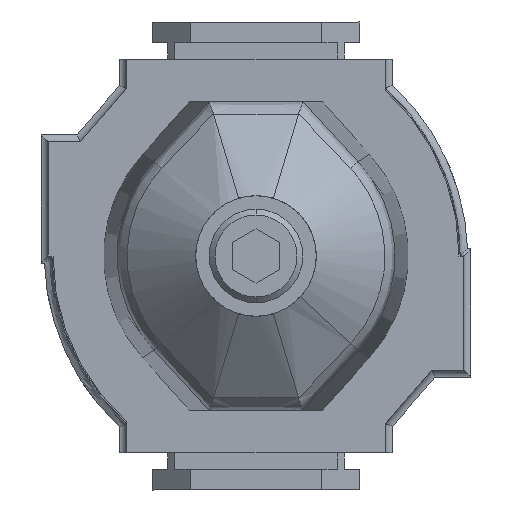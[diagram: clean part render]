
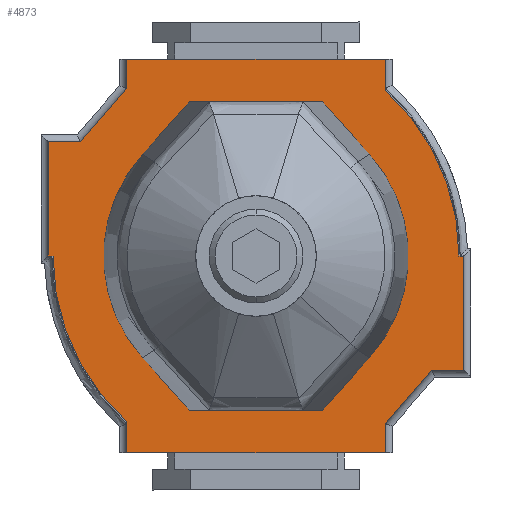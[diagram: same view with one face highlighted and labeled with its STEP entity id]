
A CAD part, front view. The second image highlights one B-rep face of the part: STEP entity #4873.
In plain terms, the highlighted planar face has unit normal (0, -1, 0).
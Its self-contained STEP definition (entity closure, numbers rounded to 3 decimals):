
#32 = VERTEX_POINT ( 'NONE', #272 ) ;
#54 = LINE ( 'NONE', #8644, #6969 ) ;
#77 = VECTOR ( 'NONE', #3912, 1000. ) ;
#86 = ORIENTED_EDGE ( 'NONE', *, *, #6360, .F. ) ;
#116 = ORIENTED_EDGE ( 'NONE', *, *, #6010, .F. ) ;
#136 = DIRECTION ( 'NONE',  ( -1., 0., 0. ) ) ;
#222 = LINE ( 'NONE', #1792, #8183 ) ;
#272 = CARTESIAN_POINT ( 'NONE',  ( -28.353, -51.1, 22.1 ) ) ;
#284 = EDGE_LOOP ( 'NONE', ( #4491, #7399, #7417, #8661, #8613, #6755, #3540, #3792, #116, #7733, #7063, #86, #1462, #8417, #6938, #5818 ) ) ;
#338 = CIRCLE ( 'NONE', #1731, 38.2 ) ;
#345 = DIRECTION ( 'NONE',  ( 0., -1., 0. ) ) ;
#368 = VERTEX_POINT ( 'NONE', #6260 ) ;
#429 = EDGE_CURVE ( 'NONE', #8172, #32, #2628, .T. ) ;
#453 = CARTESIAN_POINT ( 'NONE',  ( 33.65, -51.1, -22.1 ) ) ;
#606 = DIRECTION ( 'NONE',  ( 0., -1., 0. ) ) ;
#643 = VERTEX_POINT ( 'NONE', #5822 ) ;
#651 = FACE_OUTER_BOUND ( 'NONE', #284, .T. ) ;
#835 = CARTESIAN_POINT ( 'NONE',  ( 0., -51.1, 34.7 ) ) ;
#1036 = CARTESIAN_POINT ( 'NONE',  ( 0., -51.1, -35.5 ) ) ;
#1049 = CARTESIAN_POINT ( 'NONE',  ( 0., -51.1, 35.5 ) ) ;
#1102 = VERTEX_POINT ( 'NONE', #835 ) ;
#1306 = DIRECTION ( 'NONE',  ( 0., 0., -1. ) ) ;
#1354 = EDGE_CURVE ( 'NONE', #7795, #643, #338, .T. ) ;
#1462 = ORIENTED_EDGE ( 'NONE', *, *, #7514, .T. ) ;
#1542 = DIRECTION ( 'NONE',  ( -0.757, 0., 0.654 ) ) ;
#1594 = DIRECTION ( 'NONE',  ( 0., 0., 1. ) ) ;
#1657 = VERTEX_POINT ( 'NONE', #1036 ) ;
#1693 = DIRECTION ( 'NONE',  ( 0., 0., 1. ) ) ;
#1731 = AXIS2_PLACEMENT_3D ( 'NONE', #6916, #345, #1693 ) ;
#1792 = CARTESIAN_POINT ( 'NONE',  ( 28.353, -51.1, -22.1 ) ) ;
#1810 = CARTESIAN_POINT ( 'NONE',  ( -33.65, -51.1, -22.1 ) ) ;
#1824 = EDGE_CURVE ( 'NONE', #5491, #1884, #2479, .T. ) ;
#1884 = VERTEX_POINT ( 'NONE', #3484 ) ;
#1892 = VECTOR ( 'NONE', #1594, 1000. ) ;
#1959 = EDGE_CURVE ( 'NONE', #368, #5491, #6449, .T. ) ;
#1981 = EDGE_CURVE ( 'NONE', #3555, #643, #222, .T. ) ;
#2161 = VECTOR ( 'NONE', #7939, 1000. ) ;
#2214 = CARTESIAN_POINT ( 'NONE',  ( -28.353, -51.1, 22.1 ) ) ;
#2250 = EDGE_CURVE ( 'NONE', #5652, #368, #8041, .T. ) ;
#2300 = VECTOR ( 'NONE', #1542, 1000. ) ;
#2315 = DIRECTION ( 'NONE',  ( 0., 0., 1. ) ) ;
#2388 = CARTESIAN_POINT ( 'NONE',  ( 19.5, -51.1, 30. ) ) ;
#2436 = LINE ( 'NONE', #5117, #6698 ) ;
#2454 = VECTOR ( 'NONE', #4891, 1000. ) ;
#2479 = LINE ( 'NONE', #1810, #7201 ) ;
#2628 = LINE ( 'NONE', #2214, #4664 ) ;
#2659 = CARTESIAN_POINT ( 'NONE',  ( -19.5, -51.1, -30. ) ) ;
#2742 = VECTOR ( 'NONE', #6207, 1000. ) ;
#2828 = EDGE_CURVE ( 'NONE', #1657, #5652, #7070, .T. ) ;
#2834 = VERTEX_POINT ( 'NONE', #5035 ) ;
#2868 = VERTEX_POINT ( 'NONE', #4533 ) ;
#2988 = LINE ( 'NONE', #4175, #2454 ) ;
#3024 = DIRECTION ( 'NONE',  ( -1., 0., 0. ) ) ;
#3110 = DIRECTION ( 'NONE',  ( 0., 0., 1. ) ) ;
#3266 = EDGE_CURVE ( 'NONE', #7192, #3555, #7894, .T. ) ;
#3331 = EDGE_CURVE ( 'NONE', #7607, #2868, #7152, .T. ) ;
#3400 = PLANE ( 'NONE',  #6806 ) ;
#3484 = CARTESIAN_POINT ( 'NONE',  ( -33.65, -51.1, -22.1 ) ) ;
#3540 = ORIENTED_EDGE ( 'NONE', *, *, #3266, .F. ) ;
#3554 = EDGE_CURVE ( 'NONE', #7795, #1657, #6301, .T. ) ;
#3555 = VERTEX_POINT ( 'NONE', #7561 ) ;
#3648 = CARTESIAN_POINT ( 'NONE',  ( 0., -51.1, -3.5 ) ) ;
#3712 = DIRECTION ( 'NONE',  ( 0., 0., -1. ) ) ;
#3792 = ORIENTED_EDGE ( 'NONE', *, *, #3813, .F. ) ;
#3813 = EDGE_CURVE ( 'NONE', #2834, #7192, #2988, .T. ) ;
#3912 = DIRECTION ( 'NONE',  ( 0., 0., -1. ) ) ;
#4175 = CARTESIAN_POINT ( 'NONE',  ( 33.65, -51.1, 22.1 ) ) ;
#4378 = EDGE_CURVE ( 'NONE', #1884, #8172, #6337, .T. ) ;
#4432 = CARTESIAN_POINT ( 'NONE',  ( 0., -51.1, 35.5 ) ) ;
#4450 = VERTEX_POINT ( 'NONE', #2388 ) ;
#4478 = LINE ( 'NONE', #4432, #8096 ) ;
#4491 = ORIENTED_EDGE ( 'NONE', *, *, #1959, .F. ) ;
#4533 = CARTESIAN_POINT ( 'NONE',  ( 19.5, -51.1, 35.5 ) ) ;
#4621 = CIRCLE ( 'NONE', #8245, 38.2 ) ;
#4637 = CARTESIAN_POINT ( 'NONE',  ( -33.65, -51.1, 22.1 ) ) ;
#4664 = VECTOR ( 'NONE', #7516, 1000. ) ;
#4748 = CARTESIAN_POINT ( 'NONE',  ( -28.65, -51.1, -22.1 ) ) ;
#4873 = ADVANCED_FACE ( 'NONE', ( #651 ), #3400, .T. ) ;
#4891 = DIRECTION ( 'NONE',  ( 1., 0., 0. ) ) ;
#5035 = CARTESIAN_POINT ( 'NONE',  ( 28.65, -51.1, 22.1 ) ) ;
#5117 = CARTESIAN_POINT ( 'NONE',  ( 19.5, -51.1, 30. ) ) ;
#5491 = VERTEX_POINT ( 'NONE', #4748 ) ;
#5601 = CARTESIAN_POINT ( 'NONE',  ( -19.5, -51.1, -35.5 ) ) ;
#5652 = VERTEX_POINT ( 'NONE', #7300 ) ;
#5725 = CARTESIAN_POINT ( 'NONE',  ( -33.65, -51.1, 22.1 ) ) ;
#5818 = ORIENTED_EDGE ( 'NONE', *, *, #1824, .F. ) ;
#5822 = CARTESIAN_POINT ( 'NONE',  ( 28.353, -51.1, -22.1 ) ) ;
#5824 = EDGE_CURVE ( 'NONE', #2868, #4450, #2436, .T. ) ;
#5914 = DIRECTION ( 'NONE',  ( 0., 0., 1. ) ) ;
#6010 = EDGE_CURVE ( 'NONE', #4450, #2834, #54, .T. ) ;
#6207 = DIRECTION ( 'NONE',  ( 0., 0., -1. ) ) ;
#6260 = CARTESIAN_POINT ( 'NONE',  ( -19.5, -51.1, -30. ) ) ;
#6301 = LINE ( 'NONE', #8213, #2742 ) ;
#6337 = LINE ( 'NONE', #5725, #1892 ) ;
#6360 = EDGE_CURVE ( 'NONE', #1102, #7607, #4478, .T. ) ;
#6449 = LINE ( 'NONE', #8361, #2300 ) ;
#6511 = VECTOR ( 'NONE', #5914, 1000. ) ;
#6520 = VECTOR ( 'NONE', #8285, 1000. ) ;
#6544 = CARTESIAN_POINT ( 'NONE',  ( 19.5, -51.1, 35.5 ) ) ;
#6606 = CARTESIAN_POINT ( 'NONE',  ( -34.996, -51.1, 36.92 ) ) ;
#6698 = VECTOR ( 'NONE', #3712, 1000. ) ;
#6742 = CARTESIAN_POINT ( 'NONE',  ( 0., -51.1, -34.7 ) ) ;
#6755 = ORIENTED_EDGE ( 'NONE', *, *, #1981, .F. ) ;
#6806 = AXIS2_PLACEMENT_3D ( 'NONE', #6606, #606, #1306 ) ;
#6916 = CARTESIAN_POINT ( 'NONE',  ( 0., -51.1, 3.5 ) ) ;
#6938 = ORIENTED_EDGE ( 'NONE', *, *, #4378, .F. ) ;
#6969 = VECTOR ( 'NONE', #8073, 1000. ) ;
#7063 = ORIENTED_EDGE ( 'NONE', *, *, #3331, .F. ) ;
#7070 = LINE ( 'NONE', #5601, #6520 ) ;
#7152 = LINE ( 'NONE', #6544, #2161 ) ;
#7192 = VERTEX_POINT ( 'NONE', #7643 ) ;
#7201 = VECTOR ( 'NONE', #136, 1000. ) ;
#7300 = CARTESIAN_POINT ( 'NONE',  ( -19.5, -51.1, -35.5 ) ) ;
#7399 = ORIENTED_EDGE ( 'NONE', *, *, #2250, .F. ) ;
#7417 = ORIENTED_EDGE ( 'NONE', *, *, #2828, .F. ) ;
#7514 = EDGE_CURVE ( 'NONE', #1102, #32, #4621, .T. ) ;
#7516 = DIRECTION ( 'NONE',  ( 1., 0., 0. ) ) ;
#7525 = DIRECTION ( 'NONE',  ( 0., -1., 0. ) ) ;
#7561 = CARTESIAN_POINT ( 'NONE',  ( 33.65, -51.1, -22.1 ) ) ;
#7607 = VERTEX_POINT ( 'NONE', #1049 ) ;
#7643 = CARTESIAN_POINT ( 'NONE',  ( 33.65, -51.1, 22.1 ) ) ;
#7733 = ORIENTED_EDGE ( 'NONE', *, *, #5824, .F. ) ;
#7795 = VERTEX_POINT ( 'NONE', #6742 ) ;
#7894 = LINE ( 'NONE', #453, #77 ) ;
#7939 = DIRECTION ( 'NONE',  ( 1., 0., 0. ) ) ;
#8041 = LINE ( 'NONE', #2659, #6511 ) ;
#8073 = DIRECTION ( 'NONE',  ( 0.757, 0., -0.654 ) ) ;
#8096 = VECTOR ( 'NONE', #3110, 1000. ) ;
#8172 = VERTEX_POINT ( 'NONE', #4637 ) ;
#8183 = VECTOR ( 'NONE', #3024, 1000. ) ;
#8213 = CARTESIAN_POINT ( 'NONE',  ( 0., -51.1, -35.5 ) ) ;
#8245 = AXIS2_PLACEMENT_3D ( 'NONE', #3648, #7525, #2315 ) ;
#8285 = DIRECTION ( 'NONE',  ( -1., 0., 0. ) ) ;
#8361 = CARTESIAN_POINT ( 'NONE',  ( -28.65, -51.1, -22.1 ) ) ;
#8417 = ORIENTED_EDGE ( 'NONE', *, *, #429, .F. ) ;
#8613 = ORIENTED_EDGE ( 'NONE', *, *, #1354, .T. ) ;
#8644 = CARTESIAN_POINT ( 'NONE',  ( 28.65, -51.1, 22.1 ) ) ;
#8661 = ORIENTED_EDGE ( 'NONE', *, *, #3554, .F. ) ;
